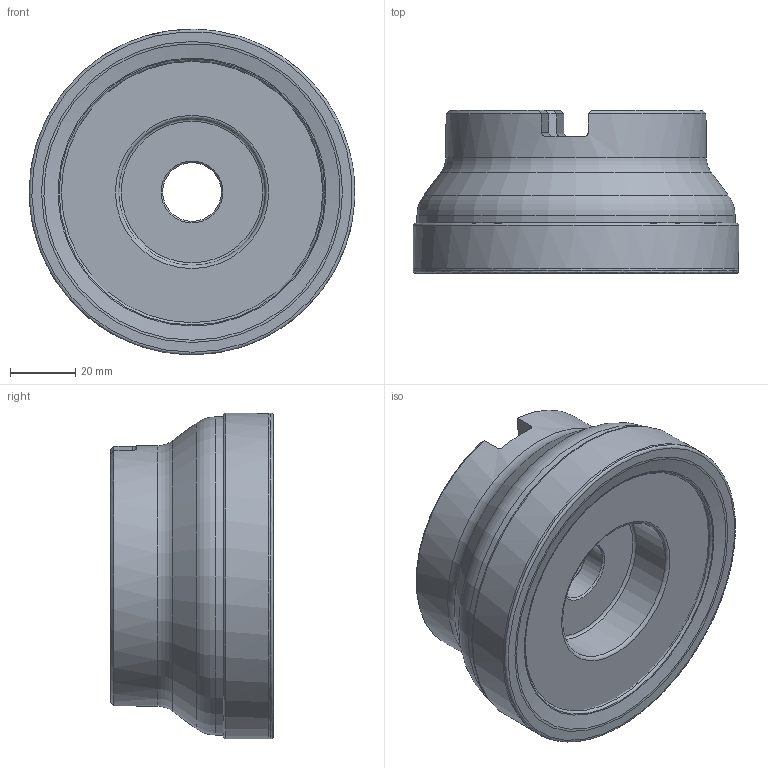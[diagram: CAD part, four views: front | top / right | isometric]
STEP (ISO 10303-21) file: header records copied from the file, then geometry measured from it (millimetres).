
FILE_DESCRIPTION(/* description */ (''),/* implementation_level */ '2;1');
FILE_NAME(/* name */ '202763594ndi000_00.stp',/* time_stamp */ '2019-12-18T08:18:56+01:00',/* author */ (''),/* organization */ (''),/* preprocessor_version */ 'ST-DEVELOPER v16.7',/* originating_system */ 'SIEMENS PLM Software NX 12.0',/* authorisation */ '');
FILE_SCHEMA (('AUTOMOTIVE_DESIGN { 1 0 10303 214 3 1 1 1 }'));
Length unit declared in the file: millimetre
Products named in the file (1): mp54320489D5p1q1
Bounding box: 99.87 x 49.99 x 99.88 mm (x, y, z)
Volume: 295152.2 mm3; surface area: 45725 mm2
Topology: 2 solids, 2 shells, 59 faces, 140 edges, 86 vertices
Faces by surface type: plane 17, cone 13, revolution 12, cylinder 10, torus 7
Full cylindrical faces by diameter (mm): 18 x1, 32 x1, 34 x1, 45 x1, 80 x1, 97.611 x1
Entity records: 1734 total; most frequent: CARTESIAN_POINT 571, DIRECTION 226, ORIENTED_EDGE 180, EDGE_LOOP 98, AXIS2_PLACEMENT_3D 95, EDGE_CURVE 90, FACE_BOUND 78, VERTEX_POINT 70
